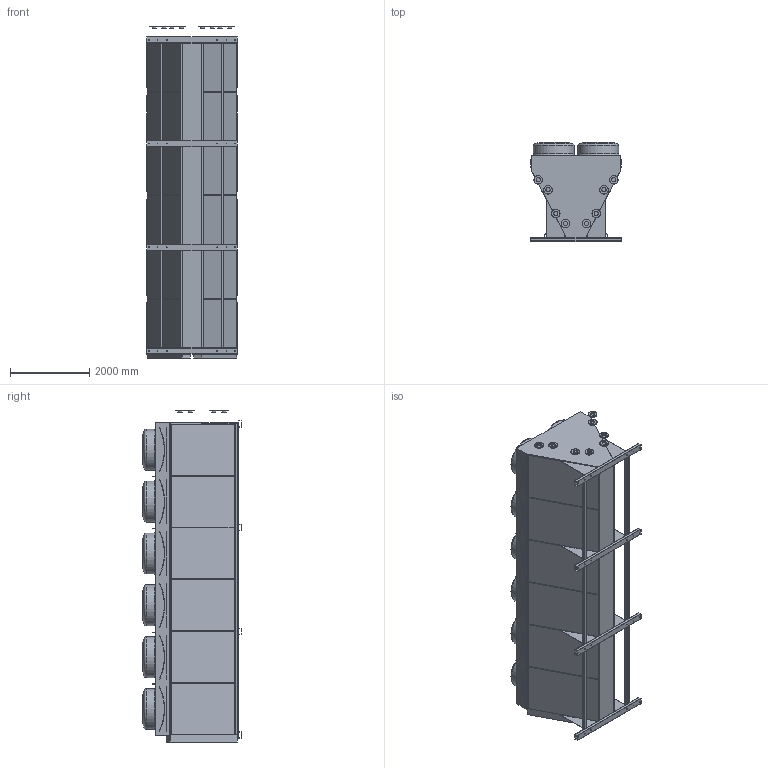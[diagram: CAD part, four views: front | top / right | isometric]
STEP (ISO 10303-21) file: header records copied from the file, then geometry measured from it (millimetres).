
FILE_DESCRIPTION (( 'STEP AP203' ), '1' );
FILE_NAME ('VDDY6M_4R48N_4I4O.STEP', '2018-10-08T14:36:44', ( 'Alfa Laval' ), ( 'Alfa Laval' ), 'SwSTEP 2.0', 'SolidWorks 2016', '' );
FILE_SCHEMA (( 'CONFIG_CONTROL_DESIGN' ));
Length unit declared in the file: millimetre
Products named in the file (3): V-TYPE2_LIGHT_VDDY_FLANGE_SS_4R_4P_4in-4out; VDDY6M_4R48N_4I4O; V-TYPE2_LIGHT_BODY_6MOD-SS
Assembly tree (2 placements, depth 2):
  VDDY6M_4R48N_4I4O
    V-TYPE2_LIGHT_BODY_6MOD-SS
    V-TYPE2_LIGHT_VDDY_FLANGE_SS_4R_4P_4in-4out
Bounding box: 2280.43 x 2494.62 x 8387.5 mm (x, y, z)
Volume: 28337861472 mm3; surface area: 102023692 mm2
Topology: 21 solids, 21 shells, 1424 faces, 3360 edges, 2118 vertices
Faces by surface type: cylinder 616, plane 504, torus 196, sphere 96, cone 12
Full cylindrical faces by diameter (mm): 1 x48, 20 x48, 40 x8, 100 x12, 108 x16, 220 x8, 1032 x12
Entity records: 39937 total; most frequent: DIRECTION 7620, CARTESIAN_POINT 6519, ORIENTED_EDGE 6044, AXIS2_PLACEMENT_3D 3169, EDGE_CURVE 3022, VERTEX_POINT 2068, EDGE_LOOP 2004, CIRCLE 1740
